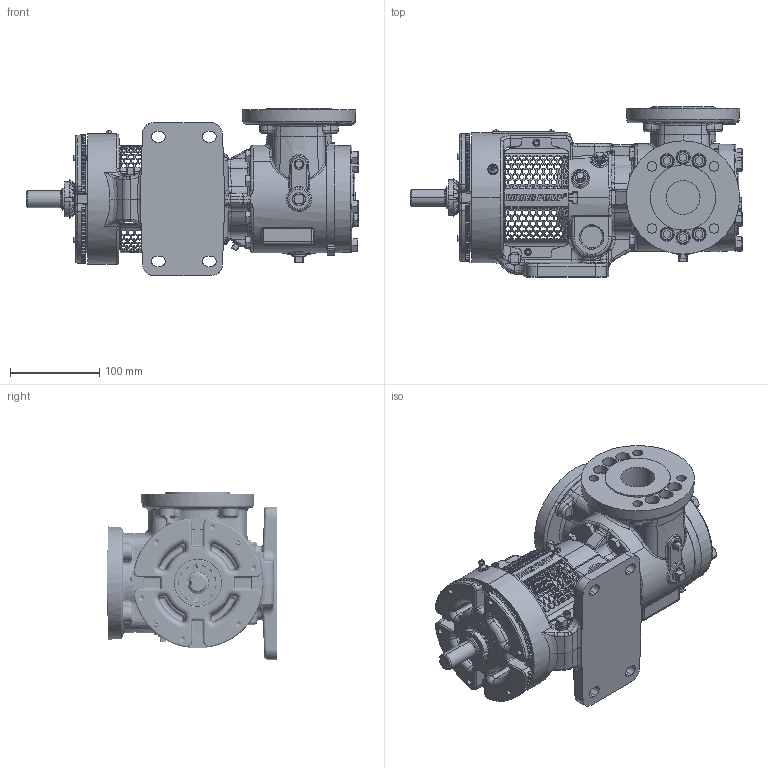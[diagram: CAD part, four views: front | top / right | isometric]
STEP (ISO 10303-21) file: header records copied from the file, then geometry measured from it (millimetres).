
FILE_DESCRIPTION (( 'STEP AP214' ), '1' );
FILE_NAME ('HV-4178.STEP', '2024-01-29T18:49:40', ( '' ), ( '' ), 'SwSTEP 2.0', 'SolidWorks 2022', '' );
FILE_SCHEMA (( 'AUTOMOTIVE_DESIGN' ));
Length unit declared in the file: millimetre
Products named in the file (1): HV-4178
Bounding box: 372.28 x 190.5 x 187.32 mm (x, y, z)
Volume: 3940391.3 mm3; surface area: 387158.8 mm2
Topology: 1 solids, 3 shells, 6461 faces, 16753 edges, 10493 vertices
Faces by surface type: bspline 2778, plane 1872, cylinder 996, cone 556, torus 149, sphere 110
Entity records: 342417 total; most frequent: CARTESIAN_POINT 153006, ORIENTED_EDGE 33360, DIRECTION 21247, EDGE_CURVE 16680, VERTEX_POINT 10486, AXIS2_PLACEMENT_3D 7797, EDGE_LOOP 7262, B_SPLINE_CURVE_WITH_KNOTS 6547
